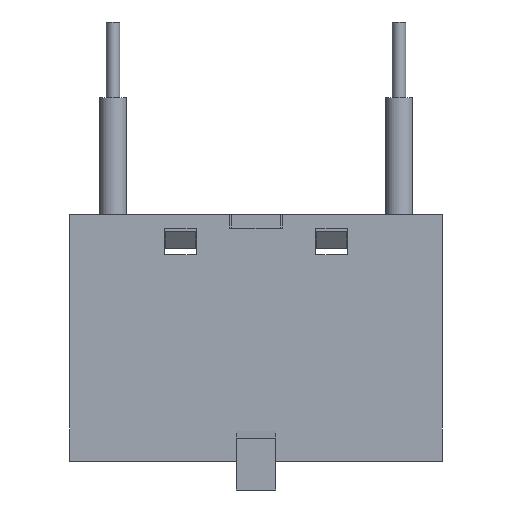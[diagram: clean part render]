
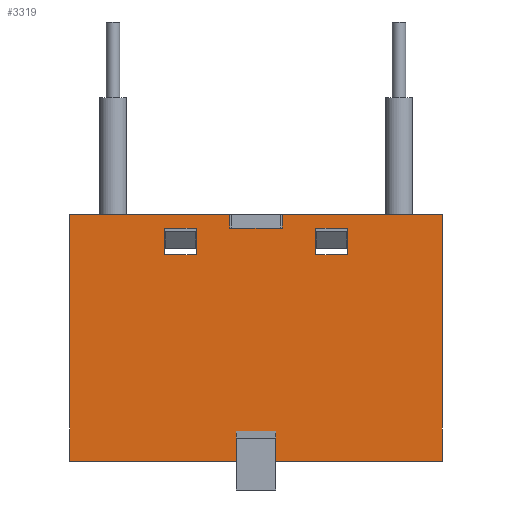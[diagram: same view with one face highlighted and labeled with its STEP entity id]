
A CAD part, front view. The second image highlights one B-rep face of the part: STEP entity #3319.
In plain terms, the highlighted planar face has unit normal (0, -1, 0).
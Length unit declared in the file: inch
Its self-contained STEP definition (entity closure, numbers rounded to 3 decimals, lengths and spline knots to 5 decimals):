
#2642=CARTESIAN_POINT('',(-0.36024,-0.24016,0.43307));
#2643=VERTEX_POINT('',#2642);
#2650=CARTESIAN_POINT('',(-0.36024,-0.24016,0.32874));
#2651=VERTEX_POINT('',#2650);
#2652=CARTESIAN_POINT('',(-0.36024,-0.24016,0.32874));
#2653=DIRECTION('',(0.0,0.0,1.0));
#2654=VECTOR('',#2653,0.10433);
#2655=LINE('',#2652,#2654);
#2656=EDGE_CURVE('',#2651,#2643,#2655,.T.);
#2705=CARTESIAN_POINT('',(-0.23622,-0.24016,0.32874));
#2706=VERTEX_POINT('',#2705);
#2707=CARTESIAN_POINT('',(-0.23622,-0.24016,0.32874));
#2708=DIRECTION('',(-1.0,0.0,0.0));
#2709=VECTOR('',#2708,0.12402);
#2710=LINE('',#2707,#2709);
#2711=EDGE_CURVE('',#2706,#2651,#2710,.T.);
#2728=CARTESIAN_POINT('',(-0.23622,-0.24016,0.43307));
#2729=VERTEX_POINT('',#2728);
#2736=CARTESIAN_POINT('',(-0.36024,-0.24016,0.43307));
#2737=DIRECTION('',(1.0,0.0,0.0));
#2738=VECTOR('',#2737,0.12402);
#2739=LINE('',#2736,#2738);
#2740=EDGE_CURVE('',#2643,#2729,#2739,.T.);
#2777=CARTESIAN_POINT('',(-0.23622,-0.24016,0.43307));
#2778=DIRECTION('',(0.0,0.0,-1.0));
#2779=VECTOR('',#2778,0.10433);
#2780=LINE('',#2777,#2779);
#2781=EDGE_CURVE('',#2729,#2706,#2780,.T.);
#2893=CARTESIAN_POINT('',(0.10335,-0.24016,0.43307));
#2894=VERTEX_POINT('',#2893);
#2901=CARTESIAN_POINT('',(0.10335,-0.24016,0.48622));
#2902=VERTEX_POINT('',#2901);
#2903=CARTESIAN_POINT('',(0.10335,-0.24016,0.48622));
#2904=DIRECTION('',(0.0,0.0,-1.0));
#2905=VECTOR('',#2904,0.05315);
#2906=LINE('',#2903,#2905);
#2907=EDGE_CURVE('',#2902,#2894,#2906,.T.);
#2948=CARTESIAN_POINT('',(-0.10335,-0.24016,0.48622));
#2949=VERTEX_POINT('',#2948);
#2956=CARTESIAN_POINT('',(-0.10335,-0.24016,0.43307));
#2957=VERTEX_POINT('',#2956);
#2958=CARTESIAN_POINT('',(-0.10335,-0.24016,0.43307));
#2959=DIRECTION('',(0.0,0.0,1.0));
#2960=VECTOR('',#2959,0.05315);
#2961=LINE('',#2958,#2960);
#2962=EDGE_CURVE('',#2957,#2949,#2961,.T.);
#2981=CARTESIAN_POINT('',(0.10335,-0.24016,0.43307));
#2982=DIRECTION('',(-1.0,0.0,0.0));
#2983=VECTOR('',#2982,0.20669);
#2984=LINE('',#2981,#2983);
#2985=EDGE_CURVE('',#2894,#2957,#2984,.T.);
#3000=CARTESIAN_POINT('',(0.23622,-0.24016,0.43307));
#3001=VERTEX_POINT('',#3000);
#3008=CARTESIAN_POINT('',(0.23622,-0.24016,0.32874));
#3009=VERTEX_POINT('',#3008);
#3010=CARTESIAN_POINT('',(0.23622,-0.24016,0.32874));
#3011=DIRECTION('',(0.0,0.0,1.0));
#3012=VECTOR('',#3011,0.10433);
#3013=LINE('',#3010,#3012);
#3014=EDGE_CURVE('',#3009,#3001,#3013,.T.);
#3063=CARTESIAN_POINT('',(0.36024,-0.24016,0.32874));
#3064=VERTEX_POINT('',#3063);
#3065=CARTESIAN_POINT('',(0.36024,-0.24016,0.32874));
#3066=DIRECTION('',(-1.0,0.0,0.0));
#3067=VECTOR('',#3066,0.12402);
#3068=LINE('',#3065,#3067);
#3069=EDGE_CURVE('',#3064,#3009,#3068,.T.);
#3086=CARTESIAN_POINT('',(0.36024,-0.24016,0.43307));
#3087=VERTEX_POINT('',#3086);
#3094=CARTESIAN_POINT('',(0.23622,-0.24016,0.43307));
#3095=DIRECTION('',(1.0,0.0,0.0));
#3096=VECTOR('',#3095,0.12402);
#3097=LINE('',#3094,#3096);
#3098=EDGE_CURVE('',#3001,#3087,#3097,.T.);
#3135=CARTESIAN_POINT('',(0.36024,-0.24016,0.43307));
#3136=DIRECTION('',(0.0,0.0,-1.0));
#3137=VECTOR('',#3136,0.10433);
#3138=LINE('',#3135,#3137);
#3139=EDGE_CURVE('',#3087,#3064,#3138,.T.);
#3193=CARTESIAN_POINT('',(-0.73425,-0.24016,0.48622));
#3194=VERTEX_POINT('',#3193);
#3201=CARTESIAN_POINT('',(-0.10335,-0.24016,0.48622));
#3202=DIRECTION('',(-1.0,0.0,0.0));
#3203=VECTOR('',#3202,0.63091);
#3204=LINE('',#3201,#3203);
#3205=EDGE_CURVE('',#2949,#3194,#3204,.T.);
#3234=CARTESIAN_POINT('',(0.73425,-0.24016,0.0));
#3235=DIRECTION('',(0.0,-1.0,0.0));
#3236=DIRECTION('',(0.0,0.0,-1.0));
#3237=AXIS2_PLACEMENT_3D('',#3234,#3235,#3236);
#3238=PLANE('',#3237);
#3239=ORIENTED_EDGE('',*,*,#2907,.T.);
#3240=ORIENTED_EDGE('',*,*,#2985,.T.);
#3241=ORIENTED_EDGE('',*,*,#2962,.T.);
#3242=ORIENTED_EDGE('',*,*,#3205,.T.);
#3243=CARTESIAN_POINT('',(-0.73425,-0.24016,-0.48622));
#3244=VERTEX_POINT('',#3243);
#3245=CARTESIAN_POINT('',(-0.73425,-0.24016,0.48622));
#3246=DIRECTION('',(0.0,0.0,-1.0));
#3247=VECTOR('',#3246,0.97244);
#3248=LINE('',#3245,#3247);
#3249=EDGE_CURVE('',#3194,#3244,#3248,.T.);
#3250=ORIENTED_EDGE('',*,*,#3249,.T.);
#3251=CARTESIAN_POINT('',(-0.07874,-0.24016,-0.48622));
#3252=VERTEX_POINT('',#3251);
#3253=CARTESIAN_POINT('',(-0.73425,-0.24016,-0.48622));
#3254=DIRECTION('',(1.0,0.0,0.0));
#3255=VECTOR('',#3254,0.65551);
#3256=LINE('',#3253,#3255);
#3257=EDGE_CURVE('',#3244,#3252,#3256,.T.);
#3258=ORIENTED_EDGE('',*,*,#3257,.T.);
#3259=CARTESIAN_POINT('',(-0.07874,-0.24016,-0.36811));
#3260=VERTEX_POINT('',#3259);
#3261=CARTESIAN_POINT('',(-0.07874,-0.24016,-0.48622));
#3262=DIRECTION('',(0.0,0.0,1.0));
#3263=VECTOR('',#3262,0.11811);
#3264=LINE('',#3261,#3263);
#3265=EDGE_CURVE('',#3252,#3260,#3264,.T.);
#3266=ORIENTED_EDGE('',*,*,#3265,.T.);
#3267=CARTESIAN_POINT('',(0.07874,-0.24016,-0.36811));
#3268=VERTEX_POINT('',#3267);
#3269=CARTESIAN_POINT('',(-0.07874,-0.24016,-0.36811));
#3270=DIRECTION('',(1.0,0.0,0.0));
#3271=VECTOR('',#3270,0.15748);
#3272=LINE('',#3269,#3271);
#3273=EDGE_CURVE('',#3260,#3268,#3272,.T.);
#3274=ORIENTED_EDGE('',*,*,#3273,.T.);
#3275=CARTESIAN_POINT('',(0.07874,-0.24016,-0.48622));
#3276=VERTEX_POINT('',#3275);
#3277=CARTESIAN_POINT('',(0.07874,-0.24016,-0.36811));
#3278=DIRECTION('',(0.0,0.0,-1.0));
#3279=VECTOR('',#3278,0.11811);
#3280=LINE('',#3277,#3279);
#3281=EDGE_CURVE('',#3268,#3276,#3280,.T.);
#3282=ORIENTED_EDGE('',*,*,#3281,.T.);
#3283=CARTESIAN_POINT('',(0.73425,-0.24016,-0.48622));
#3284=VERTEX_POINT('',#3283);
#3285=CARTESIAN_POINT('',(0.07874,-0.24016,-0.48622));
#3286=DIRECTION('',(1.0,0.0,0.0));
#3287=VECTOR('',#3286,0.65551);
#3288=LINE('',#3285,#3287);
#3289=EDGE_CURVE('',#3276,#3284,#3288,.T.);
#3290=ORIENTED_EDGE('',*,*,#3289,.T.);
#3291=CARTESIAN_POINT('',(0.73425,-0.24016,0.48622));
#3292=VERTEX_POINT('',#3291);
#3293=CARTESIAN_POINT('',(0.73425,-0.24016,0.48622));
#3294=DIRECTION('',(0.0,0.0,-1.0));
#3295=VECTOR('',#3294,0.97244);
#3296=LINE('',#3293,#3295);
#3297=EDGE_CURVE('',#3292,#3284,#3296,.T.);
#3298=ORIENTED_EDGE('',*,*,#3297,.F.);
#3299=CARTESIAN_POINT('',(0.73425,-0.24016,0.48622));
#3300=DIRECTION('',(-1.0,0.0,0.0));
#3301=VECTOR('',#3300,0.63091);
#3302=LINE('',#3299,#3301);
#3303=EDGE_CURVE('',#3292,#2902,#3302,.T.);
#3304=ORIENTED_EDGE('',*,*,#3303,.T.);
#3305=EDGE_LOOP('',(#3239,#3240,#3241,#3242,#3250,#3258,#3266,#3274,#3282,#3290,#3298,#3304));
#3306=FACE_OUTER_BOUND('',#3305,.T.);
#3307=ORIENTED_EDGE('',*,*,#3139,.T.);
#3308=ORIENTED_EDGE('',*,*,#3069,.T.);
#3309=ORIENTED_EDGE('',*,*,#3014,.T.);
#3310=ORIENTED_EDGE('',*,*,#3098,.T.);
#3311=EDGE_LOOP('',(#3307,#3308,#3309,#3310));
#3312=FACE_BOUND('',#3311,.T.);
#3313=ORIENTED_EDGE('',*,*,#2781,.T.);
#3314=ORIENTED_EDGE('',*,*,#2711,.T.);
#3315=ORIENTED_EDGE('',*,*,#2656,.T.);
#3316=ORIENTED_EDGE('',*,*,#2740,.T.);
#3317=EDGE_LOOP('',(#3313,#3314,#3315,#3316));
#3318=FACE_BOUND('',#3317,.T.);
#3319=ADVANCED_FACE('',(#3306,#3312,#3318),#3238,.T.);
